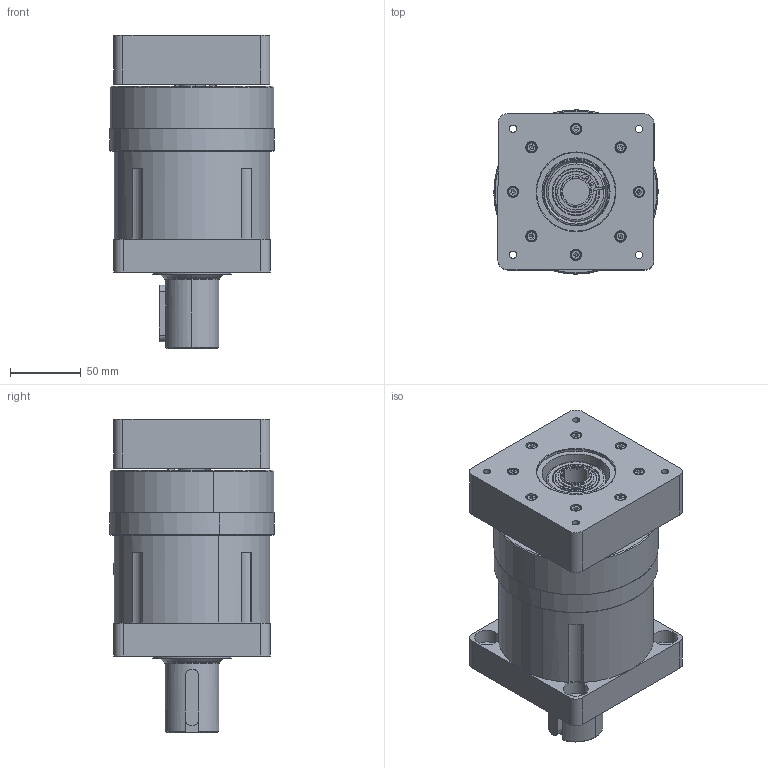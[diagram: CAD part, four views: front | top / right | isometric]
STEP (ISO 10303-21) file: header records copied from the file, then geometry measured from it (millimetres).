
FILE_DESCRIPTION (( 'STEP AP203' ), '1' );
FILE_NAME ('GH-032-N42.STEP', '2018-12-12T22:07:27', ( '' ), ( '' ), 'SwSTEP 2.0', 'SolidWorks 2018', '' );
FILE_SCHEMA (( 'CONFIG_CONTROL_DESIGN' ));
Length unit declared in the file: millimetre
Products named in the file (1): GH-032-N42
Bounding box: 116 x 116 x 220.94 mm (x, y, z)
Surface area: 142220.2 mm2 (no closed solid volume)
Topology: 0 solids, 36 shells, 451 faces, 1407 edges, 934 vertices
Faces by surface type: plane 193, cylinder 143, cone 106, torus 5, bspline 4
Entity records: 17166 total; most frequent: CARTESIAN_POINT 4687, DIRECTION 2709, ORIENTED_EDGE 2241, EDGE_CURVE 1369, AXIS2_PLACEMENT_3D 987, VERTEX_POINT 934, VECTOR 735, LINE 735
